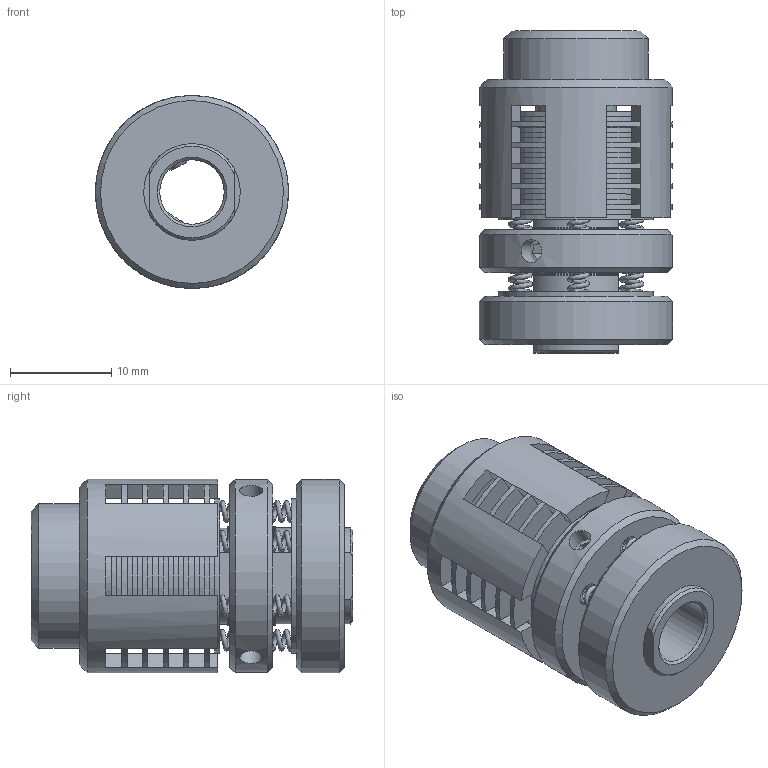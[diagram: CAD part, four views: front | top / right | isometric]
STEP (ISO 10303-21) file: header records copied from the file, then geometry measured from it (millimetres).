
FILE_DESCRIPTION((''),'2;1');
FILE_NAME('EAO12-4.stp','2013-07-29T07:57:40',('KenKra'),(''),'Autodesk Inventor 2011','Autodesk Inventor 2011','');
FILE_SCHEMA(('AUTOMOTIVE_DESIGN { 1 0 10303 214 1 1 1 1 }'));
Length unit declared in the file: inch
Products named in the file (14): EAO12-4; S1211-4; S1213; S1264; S1219; S1215; S1221G; S1239; S1240; S1217; S1209-6; S1614-6; Type A - Hexagon Socket Set Screw - Cup Point - Inch 5-40 UNC x 0.19; 4-6-4
Assembly tree (35 placements, depth 2):
  EAO12-4
    S1211-4
    S1213  x5
    S1264
    S1219
    S1215  x4
    S1221G  x10
    S1239
    S1240
    S1217
    S1209-6
    S1614-6  x6
    Type A - Hexagon Socket Set Screw - Cup Point - Inch 5-40 UNC x 0.19  x2
    4-6-4
Bounding box: 19.05 x 31.75 x 19.05 mm (x, y, z)
Volume: 5351.2 mm3; surface area: 10826.3 mm2
Topology: 35 solids, 35 shells, 766 faces, 1845 edges, 1215 vertices
Faces by surface type: plane 606, cylinder 129, cone 25, bspline 6
Full cylindrical faces by diameter (mm): 2.261 x8, 3.175 x2, 6.35 x2, 7.95 x1, 8.001 x1, 9.525 x4, 9.576 x10, 10.211 x5, 13.208 x15, 14.275 x1, 15.24 x2, 15.9 x1, 19.05 x3
Entity records: 17817 total; most frequent: CARTESIAN_POINT 3676, DIRECTION 2842, ORIENTED_EDGE 2680, EDGE_CURVE 1340, VECTOR 1044, LINE 1044, VERTEX_POINT 913, AXIS2_PLACEMENT_3D 899
